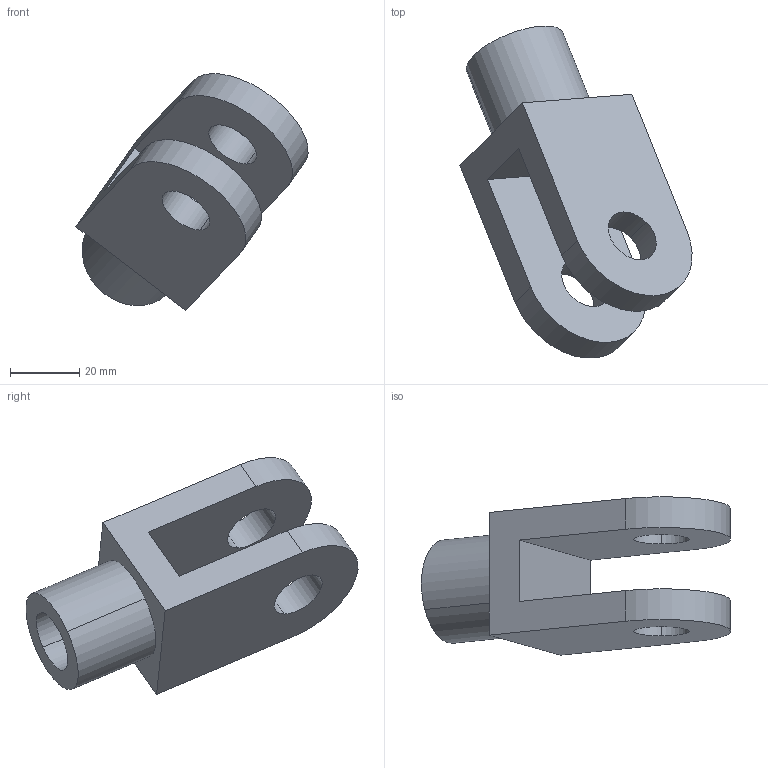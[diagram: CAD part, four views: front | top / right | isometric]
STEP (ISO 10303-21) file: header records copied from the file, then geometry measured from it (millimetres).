
FILE_DESCRIPTION(('CoCreate Modeling STEP Export'),'2;1');
FILE_NAME('m57.stp','2011-05-24T12:34:57',(''),(''),'CoCreate Modeling STEP processor for AP214 (Solid Model)','CoCreate Modeling 18.0P1120 20-Nov-2010 (C) Parametric Technology GmbH','');
FILE_SCHEMA(('AUTOMOTIVE_DESIGN { 1 0 10303 214 1 1 1 1 }'));
Length unit declared in the file: millimetre
Products named in the file (1): BODY_3____SOL3290_-_WSP_ELINGUE.PRT
Bounding box: 67.12 x 96 x 68.51 mm (x, y, z)
Volume: 59772.7 mm3; surface area: 18401.5 mm2
Topology: 1 solids, 1 shells, 20 faces, 51 edges, 35 vertices
Faces by surface type: plane 10, cylinder 10
Entity records: 597 total; most frequent: ORIENTED_EDGE 102, CARTESIAN_POINT 96, DIRECTION 94, EDGE_CURVE 51, VERTEX_POINT 35, AXIS2_PLACEMENT_3D 33, VECTOR 28, LINE 28
